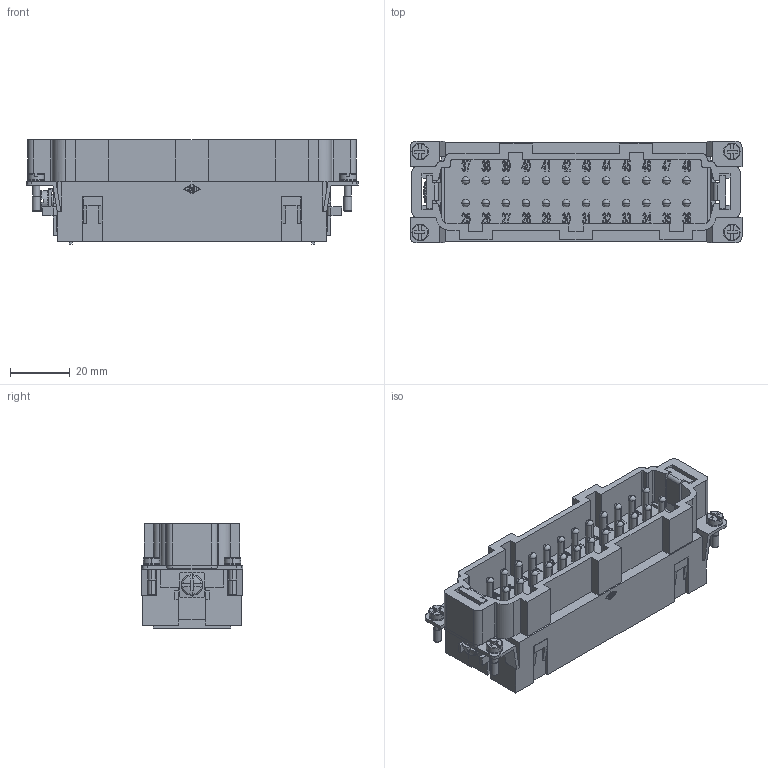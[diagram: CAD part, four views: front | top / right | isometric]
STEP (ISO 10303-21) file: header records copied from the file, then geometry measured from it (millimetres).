
FILE_DESCRIPTION((''),'2;1');
FILE_NAME('CSEM 24 N.stp','2006-11-02T10:07:10',('gembarski'),(''),'Autodesk Inventor 7','Autodesk Inventor 7','');
FILE_SCHEMA(('AUTOMOTIVE_DESIGN { 1 0 10303 214 1 1 1 1 }'));
Length unit declared in the file: millimetre
Products named in the file (1): CSEM Kontakteinsätze mit Käfigzugfederanschluss
Bounding box: 110.8 x 34 x 35 mm (x, y, z)
Volume: 66424.2 mm3; surface area: 32459.2 mm2
Topology: 1 solids, 1 shells, 2635 faces, 7129 edges, 4652 vertices
Faces by surface type: bspline 1217, plane 1102, cylinder 196, cone 56, sphere 50, torus 14
Entity records: 86900 total; most frequent: CARTESIAN_POINT 27542, ORIENTED_EDGE 14066, DIRECTION 8867, EDGE_CURVE 7033, VERTEX_POINT 4652, VECTOR 4597, LINE 4597, EDGE_LOOP 2907
